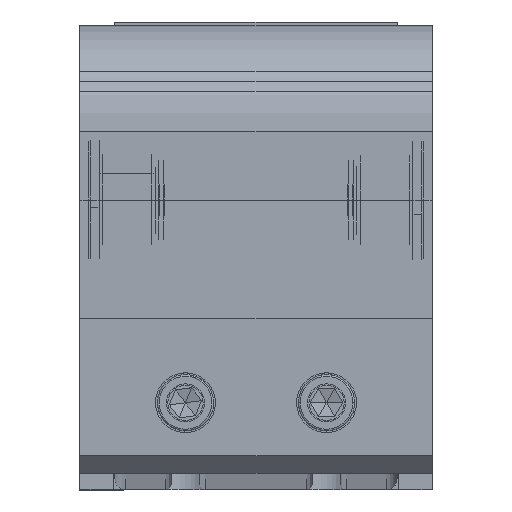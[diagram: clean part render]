
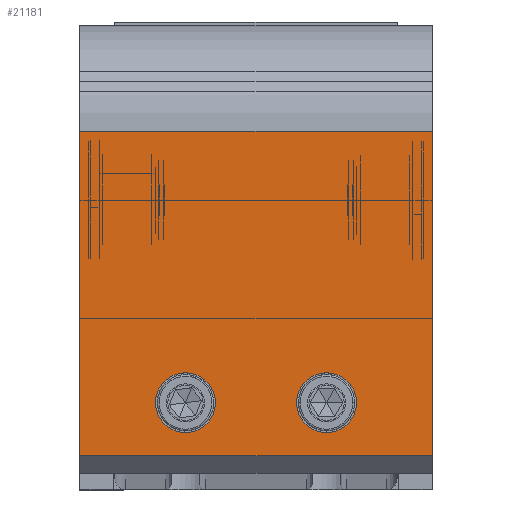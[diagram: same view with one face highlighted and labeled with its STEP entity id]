
A CAD part, top view. The second image highlights one B-rep face of the part: STEP entity #21181.
In plain terms, the highlighted planar face has unit normal (0, 0, 1).
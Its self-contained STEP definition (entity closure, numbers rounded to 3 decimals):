
#6233 = CIRCLE ( 'NONE', #23236, 8.5 ) ;
#9021 = CARTESIAN_POINT ( 'NONE',  ( 201.658, 203.108, 657.202 ) ) ;
#11512 = VECTOR ( 'NONE', #82294, 1000. ) ;
#14208 = VERTEX_POINT ( 'NONE', #183498 ) ;
#15635 = FACE_OUTER_BOUND ( 'NONE', #213547, .T. ) ;
#16952 = FACE_BOUND ( 'NONE', #209782, .T. ) ;
#18567 = ORIENTED_EDGE ( 'NONE', *, *, #261809, .F. ) ;
#21181 = ADVANCED_FACE ( 'NONE', ( #52607, #16952, #15635 ), #135963, .F. ) ;
#23236 = AXIS2_PLACEMENT_3D ( 'NONE', #141306, #101664, #158610 ) ;
#31317 = CIRCLE ( 'NONE', #107341, 8.5 ) ;
#34213 = EDGE_CURVE ( 'NONE', #76397, #189029, #168755, .T. ) ;
#34766 = DIRECTION ( 'NONE',  ( 1., 0., 0. ) ) ;
#40469 = DIRECTION ( 'NONE',  ( 0., 0., 1. ) ) ;
#42895 = EDGE_CURVE ( 'NONE', #230648, #14208, #6233, .T. ) ;
#47120 = CARTESIAN_POINT ( 'NONE',  ( 163.158, 218.108, 657.202 ) ) ;
#52607 = FACE_BOUND ( 'NONE', #214436, .T. ) ;
#55517 = CARTESIAN_POINT ( 'NONE',  ( 101.658, 203.108, 657.202 ) ) ;
#58977 = CARTESIAN_POINT ( 'NONE',  ( 131.658, 218.108, 657.202 ) ) ;
#70136 = DIRECTION ( 'NONE',  ( -1., 0., 0. ) ) ;
#71786 = DIRECTION ( 'NONE',  ( 0., 0., 1. ) ) ;
#76397 = VERTEX_POINT ( 'NONE', #94122 ) ;
#78926 = CARTESIAN_POINT ( 'NONE',  ( 171.658, 218.108, 657.202 ) ) ;
#79865 = CARTESIAN_POINT ( 'NONE',  ( 101.658, 295.108, 657.202 ) ) ;
#81464 = ORIENTED_EDGE ( 'NONE', *, *, #228509, .F. ) ;
#82294 = DIRECTION ( 'NONE',  ( -1., 0., 0. ) ) ;
#86590 = ORIENTED_EDGE ( 'NONE', *, *, #260881, .F. ) ;
#87018 = LINE ( 'NONE', #9021, #186452 ) ;
#92957 = CARTESIAN_POINT ( 'NONE',  ( 131.658, 218.108, 657.202 ) ) ;
#93627 = DIRECTION ( 'NONE',  ( 0., 1., 0. ) ) ;
#93869 = DIRECTION ( 'NONE',  ( 0., -1., 0. ) ) ;
#94122 = CARTESIAN_POINT ( 'NONE',  ( 140.158, 218.108, 657.202 ) ) ;
#100708 = ORIENTED_EDGE ( 'NONE', *, *, #42895, .F. ) ;
#101664 = DIRECTION ( 'NONE',  ( 0., 0., 1. ) ) ;
#105567 = DIRECTION ( 'NONE',  ( 0., -1., 0. ) ) ;
#106825 = AXIS2_PLACEMENT_3D ( 'NONE', #158383, #137239, #93627 ) ;
#107341 = AXIS2_PLACEMENT_3D ( 'NONE', #92957, #71786, #34766 ) ;
#109135 = CARTESIAN_POINT ( 'NONE',  ( 201.658, 203.108, 657.202 ) ) ;
#115102 = LINE ( 'NONE', #251715, #161643 ) ;
#115498 = CARTESIAN_POINT ( 'NONE',  ( 123.158, 218.108, 657.202 ) ) ;
#121135 = DIRECTION ( 'NONE',  ( 1., 0., 0. ) ) ;
#135963 = PLANE ( 'NONE',  #106825 ) ;
#137177 = ORIENTED_EDGE ( 'NONE', *, *, #178752, .F. ) ;
#137239 = DIRECTION ( 'NONE',  ( 0., 0., -1. ) ) ;
#141306 = CARTESIAN_POINT ( 'NONE',  ( 171.658, 218.108, 657.202 ) ) ;
#145753 = LINE ( 'NONE', #226687, #11512 ) ;
#158383 = CARTESIAN_POINT ( 'NONE',  ( 201.658, 203.108, 657.202 ) ) ;
#158610 = DIRECTION ( 'NONE',  ( 1., 0., 0. ) ) ;
#159603 = DIRECTION ( 'NONE',  ( 0., 0., 1. ) ) ;
#161643 = VECTOR ( 'NONE', #70136, 1000. ) ;
#168095 = CARTESIAN_POINT ( 'NONE',  ( 101.658, 203.108, 657.202 ) ) ;
#168214 = VECTOR ( 'NONE', #93869, 1000. ) ;
#168755 = CIRCLE ( 'NONE', #177282, 8.5 ) ;
#174363 = CARTESIAN_POINT ( 'NONE',  ( 201.658, 295.108, 657.202 ) ) ;
#177282 = AXIS2_PLACEMENT_3D ( 'NONE', #58977, #40469, #121135 ) ;
#178752 = EDGE_CURVE ( 'NONE', #14208, #230648, #210328, .T. ) ;
#183498 = CARTESIAN_POINT ( 'NONE',  ( 180.158, 218.108, 657.202 ) ) ;
#183684 = ORIENTED_EDGE ( 'NONE', *, *, #186032, .T. ) ;
#186032 = EDGE_CURVE ( 'NONE', #238503, #253593, #259519, .T. ) ;
#186452 = VECTOR ( 'NONE', #105567, 1000. ) ;
#189029 = VERTEX_POINT ( 'NONE', #115498 ) ;
#196355 = VERTEX_POINT ( 'NONE', #109135 ) ;
#209782 = EDGE_LOOP ( 'NONE', ( #137177, #100708 ) ) ;
#210328 = CIRCLE ( 'NONE', #239906, 8.5 ) ;
#210915 = EDGE_CURVE ( 'NONE', #229012, #238503, #145753, .T. ) ;
#213547 = EDGE_LOOP ( 'NONE', ( #183684, #18567, #86590, #241856 ) ) ;
#214436 = EDGE_LOOP ( 'NONE', ( #233251, #81464 ) ) ;
#226687 = CARTESIAN_POINT ( 'NONE',  ( 201.658, 295.108, 657.202 ) ) ;
#228509 = EDGE_CURVE ( 'NONE', #189029, #76397, #31317, .T. ) ;
#229012 = VERTEX_POINT ( 'NONE', #174363 ) ;
#230648 = VERTEX_POINT ( 'NONE', #47120 ) ;
#233251 = ORIENTED_EDGE ( 'NONE', *, *, #34213, .F. ) ;
#238503 = VERTEX_POINT ( 'NONE', #79865 ) ;
#239906 = AXIS2_PLACEMENT_3D ( 'NONE', #78926, #159603, #240599 ) ;
#240599 = DIRECTION ( 'NONE',  ( 1., 0., 0. ) ) ;
#241856 = ORIENTED_EDGE ( 'NONE', *, *, #210915, .T. ) ;
#251715 = CARTESIAN_POINT ( 'NONE',  ( 201.658, 203.108, 657.202 ) ) ;
#253593 = VERTEX_POINT ( 'NONE', #168095 ) ;
#259519 = LINE ( 'NONE', #55517, #168214 ) ;
#260881 = EDGE_CURVE ( 'NONE', #229012, #196355, #87018, .T. ) ;
#261809 = EDGE_CURVE ( 'NONE', #196355, #253593, #115102, .T. ) ;
